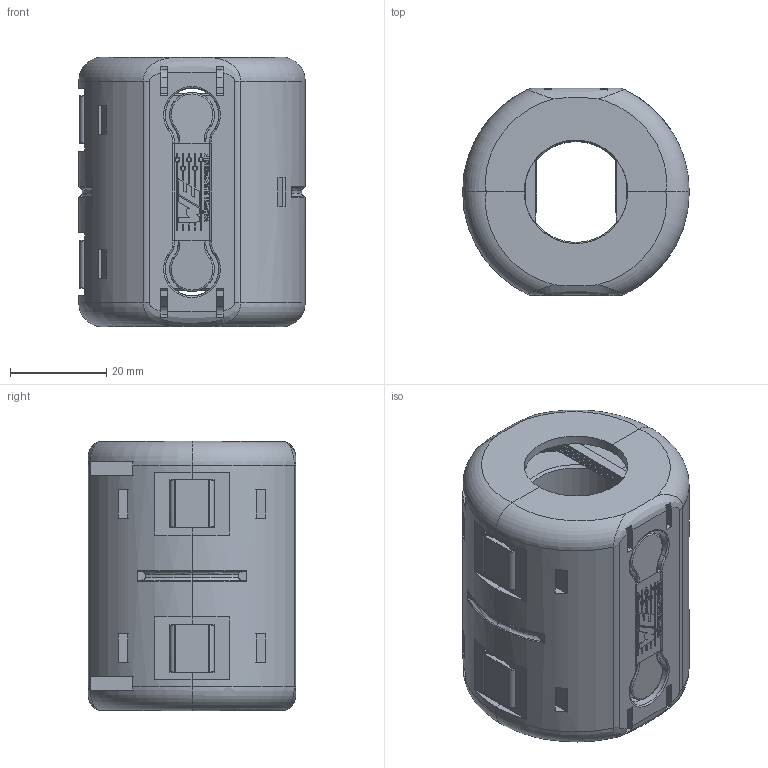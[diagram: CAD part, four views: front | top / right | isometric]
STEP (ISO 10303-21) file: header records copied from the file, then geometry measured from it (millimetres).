
FILE_DESCRIPTION( ( 'Unknown' ), '1' );
FILE_NAME( '74272211_closed.stp', 'Unknown', ( 'Unknown' ), ( 'Unknown' ), 'PSStep 19.0.9', 'Unknown', ' ' );
FILE_SCHEMA( ( 'AUTOMOTIVE_DESIGN { 1 0 10303 214 1 1 1 1 }' ) );
Length unit declared in the file: millimetre
Products named in the file (10): Mittelteil_Konfigurations-Name; Schanier_Bogen_geschlossen; Version_B_Unterteil_030118; Ferritkern B_Konfigurations-Name; Version_B_Oberteil_030118
Bounding box: 47 x 43 x 56 mm (x, y, z)
Volume: 56319.6 mm3; surface area: 35303 mm2
Topology: 10 solids, 10 shells, 1494 faces, 4201 edges, 2750 vertices
Faces by surface type: plane 1002, cylinder 215, bspline 94, extrusion 81, torus 52, cone 38, sphere 12
Full cylindrical faces by diameter (mm): 0.253 x2, 0.78 x5, 1.7 x1, 2.5 x4, 3 x2, 4 x4
Entity records: 72298 total; most frequent: CARTESIAN_POINT 22854, ORIENTED_EDGE 8328, DIRECTION 6897, EDGE_CURVE 4164, VECTOR 2861, LINE 2780, VERTEX_POINT 2747, AXIS2_PLACEMENT_3D 2018
